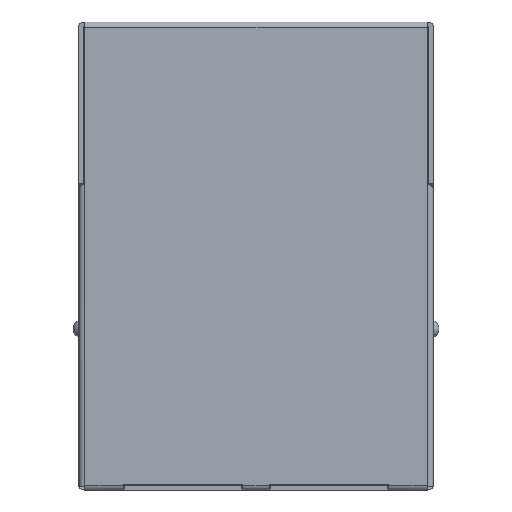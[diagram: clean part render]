
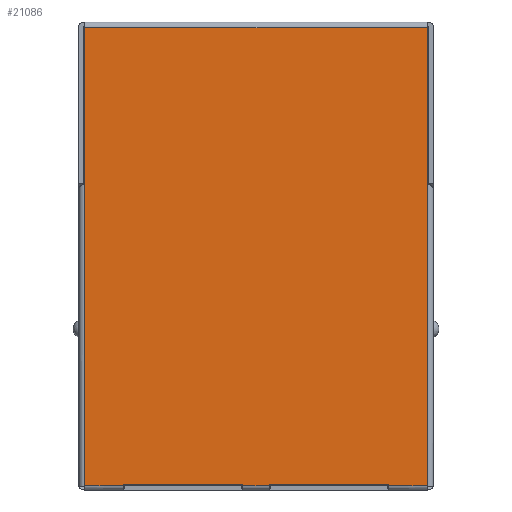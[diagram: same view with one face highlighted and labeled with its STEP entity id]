
A CAD part, front view. The second image highlights one B-rep face of the part: STEP entity #21086.
In plain terms, the highlighted planar face has unit normal (0, -1, 0).
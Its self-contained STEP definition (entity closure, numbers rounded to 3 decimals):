
#358=DIRECTION('',(0.,0.,-1.));
#359=VECTOR('',#358,7.073);
#360=CARTESIAN_POINT('',(-7.715,-12.9,0.05));
#361=LINE('',#360,#359);
#366=DIRECTION('',(-1.,0.,0.));
#367=VECTOR('',#366,15.44);
#368=CARTESIAN_POINT('',(7.725,-12.9,0.05));
#369=LINE('',#368,#367);
#391=DIRECTION('',(0.,0.,1.));
#392=VECTOR('',#391,7.073);
#393=CARTESIAN_POINT('',(7.725,-12.9,-7.023));
#394=LINE('',#393,#392);
#1034=DIRECTION('',(1.,0.,0.));
#1035=VECTOR('',#1034,5.28);
#1036=CARTESIAN_POINT('',(0.655,-12.9,-20.55));
#1037=LINE('',#1036,#1035);
#1051=DIRECTION('',(1.,0.,0.));
#1052=VECTOR('',#1051,1.74);
#1053=CARTESIAN_POINT('',(5.985,-12.9,-20.6));
#1054=LINE('',#1053,#1052);
#1059=DIRECTION('',(-1.,0.,0.));
#1060=VECTOR('',#1059,0.03);
#1061=CARTESIAN_POINT('',(7.755,-12.9,-20.65));
#1062=LINE('',#1061,#1060);
#1063=DIRECTION('',(0.,0.,1.));
#1064=VECTOR('',#1063,0.05);
#1065=CARTESIAN_POINT('',(7.725,-12.9,-20.65));
#1066=LINE('',#1065,#1064);
#1067=CARTESIAN_POINT('',(5.935,-12.9,-20.6));
#1068=DIRECTION('',(0.,-1.,0.));
#1069=DIRECTION('',(1.,0.,0.));
#1070=AXIS2_PLACEMENT_3D('',#1067,#1068,#1069);
#1072=CARTESIAN_POINT('',(0.655,-12.9,-20.6));
#1073=DIRECTION('',(0.,-1.,0.));
#1074=DIRECTION('',(0.,0.,1.));
#1075=AXIS2_PLACEMENT_3D('',#1072,#1073,#1074);
#1077=CARTESIAN_POINT('',(-0.645,-12.9,-20.6));
#1078=DIRECTION('',(0.,-1.,0.));
#1079=DIRECTION('',(1.,0.,0.));
#1080=AXIS2_PLACEMENT_3D('',#1077,#1078,#1079);
#1082=DIRECTION('',(-1.,0.,0.));
#1083=VECTOR('',#1082,5.28);
#1084=CARTESIAN_POINT('',(-0.645,-12.9,-20.55));
#1085=LINE('',#1084,#1083);
#1086=CARTESIAN_POINT('',(-5.925,-12.9,-20.6));
#1087=DIRECTION('',(0.,-1.,0.));
#1088=DIRECTION('',(0.,0.,1.));
#1089=AXIS2_PLACEMENT_3D('',#1086,#1087,#1088);
#1091=DIRECTION('',(-1.,0.,0.));
#1092=VECTOR('',#1091,0.03);
#1093=CARTESIAN_POINT('',(-7.715,-12.9,-20.65));
#1094=LINE('',#1093,#1092);
#1095=DIRECTION('',(-1.,0.,0.));
#1096=VECTOR('',#1095,0.03);
#1097=CARTESIAN_POINT('',(7.755,-12.9,-7.023));
#1098=LINE('',#1097,#1096);
#1103=DIRECTION('',(0.,0.,1.));
#1104=VECTOR('',#1103,13.627);
#1105=CARTESIAN_POINT('',(7.755,-12.9,-20.65));
#1106=LINE('',#1105,#1104);
#1644=DIRECTION('',(1.,0.,0.));
#1645=VECTOR('',#1644,1.74);
#1646=CARTESIAN_POINT('',(-7.715,-12.9,-20.6));
#1647=LINE('',#1646,#1645);
#1678=DIRECTION('',(1.,0.,0.));
#1679=VECTOR('',#1678,1.2);
#1680=CARTESIAN_POINT('',(-0.595,-12.9,-20.6));
#1681=LINE('',#1680,#1679);
#1719=DIRECTION('',(0.,0.,1.));
#1720=VECTOR('',#1719,0.05);
#1721=CARTESIAN_POINT('',(-7.715,-12.9,-20.65));
#1722=LINE('',#1721,#1720);
#1744=DIRECTION('',(0.,0.,-1.));
#1745=VECTOR('',#1744,13.627);
#1746=CARTESIAN_POINT('',(-7.745,-12.9,-7.023));
#1747=LINE('',#1746,#1745);
#1756=DIRECTION('',(-1.,0.,0.));
#1757=VECTOR('',#1756,0.03);
#1758=CARTESIAN_POINT('',(-7.715,-12.9,-7.023));
#1759=LINE('',#1758,#1757);
#15814=CARTESIAN_POINT('',(-7.715,-12.9,0.05));
#15815=VERTEX_POINT('',#15814);
#15816=CARTESIAN_POINT('',(-7.715,-12.9,-7.023));
#15817=VERTEX_POINT('',#15816);
#15820=CARTESIAN_POINT('',(7.725,-12.9,0.05));
#15821=VERTEX_POINT('',#15820);
#15824=CARTESIAN_POINT('',(7.725,-12.9,-7.023));
#15825=VERTEX_POINT('',#15824);
#16030=CARTESIAN_POINT('',(5.935,-12.9,-20.55));
#16031=VERTEX_POINT('',#16030);
#16032=CARTESIAN_POINT('',(0.655,-12.9,-20.55));
#16033=VERTEX_POINT('',#16032);
#16034=CARTESIAN_POINT('',(5.985,-12.9,-20.6));
#16035=VERTEX_POINT('',#16034);
#16038=CARTESIAN_POINT('',(7.725,-12.9,-20.6));
#16039=VERTEX_POINT('',#16038);
#16044=CARTESIAN_POINT('',(7.755,-12.9,-7.023));
#16045=VERTEX_POINT('',#16044);
#16046=CARTESIAN_POINT('',(7.755,-12.9,-20.65));
#16047=VERTEX_POINT('',#16046);
#16048=CARTESIAN_POINT('',(7.725,-12.9,-20.65));
#16049=VERTEX_POINT('',#16048);
#16050=CARTESIAN_POINT('',(0.605,-12.9,-20.6));
#16051=VERTEX_POINT('',#16050);
#16052=CARTESIAN_POINT('',(-0.595,-12.9,-20.6));
#16053=VERTEX_POINT('',#16052);
#16054=CARTESIAN_POINT('',(-0.645,-12.9,-20.55));
#16055=VERTEX_POINT('',#16054);
#16056=CARTESIAN_POINT('',(-5.925,-12.9,-20.55));
#16057=VERTEX_POINT('',#16056);
#16058=CARTESIAN_POINT('',(-5.975,-12.9,-20.6));
#16059=VERTEX_POINT('',#16058);
#16060=CARTESIAN_POINT('',(-7.715,-12.9,-20.6));
#16061=VERTEX_POINT('',#16060);
#16062=CARTESIAN_POINT('',(-7.715,-12.9,-20.65));
#16063=VERTEX_POINT('',#16062);
#16064=CARTESIAN_POINT('',(-7.745,-12.9,-20.65));
#16065=VERTEX_POINT('',#16064);
#16066=CARTESIAN_POINT('',(-7.745,-12.9,-7.023));
#16067=VERTEX_POINT('',#16066);
#21045=CARTESIAN_POINT('',(0.005,-12.9,-10.3));
#21046=DIRECTION('',(0.,1.,0.));
#21047=DIRECTION('',(0.,0.,-1.));
#21048=AXIS2_PLACEMENT_3D('',#21045,#21046,#21047);
#21049=PLANE('',#21048);
#21050=ORIENTED_EDGE('',*,*,#20122,.F.);
#21051=ORIENTED_EDGE('',*,*,#20142,.F.);
#21053=ORIENTED_EDGE('',*,*,#21052,.F.);
#21055=ORIENTED_EDGE('',*,*,#21054,.F.);
#21057=ORIENTED_EDGE('',*,*,#21056,.T.);
#21059=ORIENTED_EDGE('',*,*,#21058,.T.);
#21060=ORIENTED_EDGE('',*,*,#21034,.F.);
#21061=ORIENTED_EDGE('',*,*,#21010,.T.);
#21062=ORIENTED_EDGE('',*,*,#20996,.F.);
#21064=ORIENTED_EDGE('',*,*,#21063,.T.);
#21066=ORIENTED_EDGE('',*,*,#21065,.F.);
#21068=ORIENTED_EDGE('',*,*,#21067,.T.);
#21070=ORIENTED_EDGE('',*,*,#21069,.T.);
#21072=ORIENTED_EDGE('',*,*,#21071,.T.);
#21074=ORIENTED_EDGE('',*,*,#21073,.F.);
#21076=ORIENTED_EDGE('',*,*,#21075,.F.);
#21078=ORIENTED_EDGE('',*,*,#21077,.T.);
#21080=ORIENTED_EDGE('',*,*,#21079,.F.);
#21082=ORIENTED_EDGE('',*,*,#21081,.F.);
#21083=ORIENTED_EDGE('',*,*,#20104,.F.);
#21084=EDGE_LOOP('',(#21050,#21051,#21053,#21055,#21057,#21059,#21060,#21061,
#21062,#21064,#21066,#21068,#21070,#21072,#21074,#21076,#21078,#21080,#21082,
#21083));
#21085=FACE_OUTER_BOUND('',#21084,.F.);
#21086=ADVANCED_FACE('',(#21085),#21049,.F.);
#1071=CIRCLE('',#1070,0.05);
#1076=CIRCLE('',#1075,0.05);
#1081=CIRCLE('',#1080,0.05);
#1090=CIRCLE('',#1089,0.05);
#20104=EDGE_CURVE('',#15815,#15817,#361,.T.);
#20122=EDGE_CURVE('',#15821,#15815,#369,.T.);
#20142=EDGE_CURVE('',#15825,#15821,#394,.T.);
#20996=EDGE_CURVE('',#16033,#16031,#1037,.T.);
#21010=EDGE_CURVE('',#16035,#16031,#1071,.T.);
#21034=EDGE_CURVE('',#16035,#16039,#1054,.T.);
#21052=EDGE_CURVE('',#16045,#15825,#1098,.T.);
#21054=EDGE_CURVE('',#16047,#16045,#1106,.T.);
#21056=EDGE_CURVE('',#16047,#16049,#1062,.T.);
#21058=EDGE_CURVE('',#16049,#16039,#1066,.T.);
#21063=EDGE_CURVE('',#16033,#16051,#1076,.T.);
#21065=EDGE_CURVE('',#16053,#16051,#1681,.T.);
#21067=EDGE_CURVE('',#16053,#16055,#1081,.T.);
#21069=EDGE_CURVE('',#16055,#16057,#1085,.T.);
#21071=EDGE_CURVE('',#16057,#16059,#1090,.T.);
#21073=EDGE_CURVE('',#16061,#16059,#1647,.T.);
#21075=EDGE_CURVE('',#16063,#16061,#1722,.T.);
#21077=EDGE_CURVE('',#16063,#16065,#1094,.T.);
#21079=EDGE_CURVE('',#16067,#16065,#1747,.T.);
#21081=EDGE_CURVE('',#15817,#16067,#1759,.T.);
